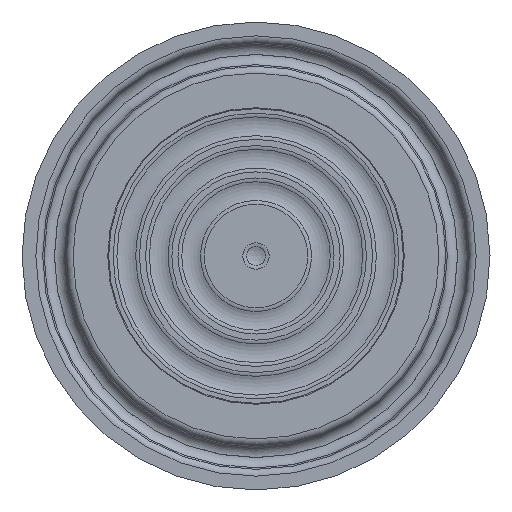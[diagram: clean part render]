
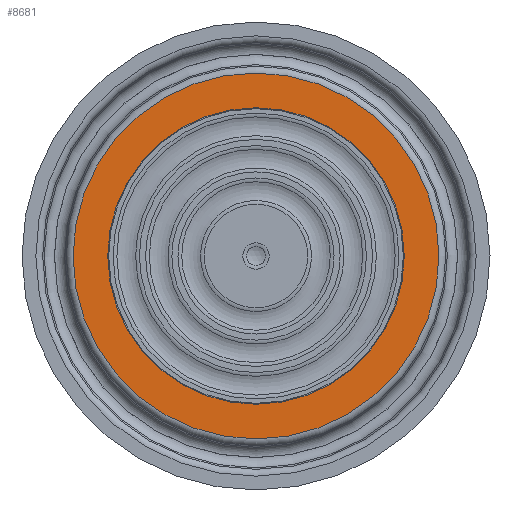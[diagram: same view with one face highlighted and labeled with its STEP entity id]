
A CAD part, left-side view. The second image highlights one B-rep face of the part: STEP entity #8681.
In plain terms, the highlighted planar face has unit normal (-1, 0, 0).
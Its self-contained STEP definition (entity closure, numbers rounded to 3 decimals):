
#1079=FACE_BOUND('',#2190,.T.);
#1139=PLANE('',#9205);
#1644=FACE_OUTER_BOUND('',#2189,.T.);
#2189=EDGE_LOOP('',(#7945));
#2190=EDGE_LOOP('',(#7946));
#3255=CIRCLE('',#9200,16.);
#3258=CIRCLE('',#9206,19.742);
#4124=VERTEX_POINT('',#27730);
#4126=VERTEX_POINT('',#27739);
#5408=EDGE_CURVE('',#4124,#4124,#3255,.T.);
#5412=EDGE_CURVE('',#4126,#4126,#3258,.T.);
#7945=ORIENTED_EDGE('',*,*,#5412,.F.);
#7946=ORIENTED_EDGE('',*,*,#5408,.T.);
#8681=ADVANCED_FACE('',(#1644,#1079),#1139,.T.);
#9200=AXIS2_PLACEMENT_3D('',#27731,#10512,#10513);
#9205=AXIS2_PLACEMENT_3D('',#27738,#10523,#10524);
#9206=AXIS2_PLACEMENT_3D('',#27740,#10525,#10526);
#10512=DIRECTION('center_axis',(1.,0.,0.));
#10513=DIRECTION('ref_axis',(0.,1.,0.));
#10523=DIRECTION('center_axis',(-1.,0.,0.));
#10524=DIRECTION('ref_axis',(0.,0.,1.));
#10525=DIRECTION('center_axis',(1.,0.,0.));
#10526=DIRECTION('ref_axis',(0.,0.,-1.));
#27730=CARTESIAN_POINT('',(0.,-16.,0.));
#27731=CARTESIAN_POINT('Origin',(0.,0.,
0.));
#27738=CARTESIAN_POINT('Origin',(0.,19.742,
0.));
#27739=CARTESIAN_POINT('',(0.,0.,19.742));
#27740=CARTESIAN_POINT('Origin',(0.,0.,0.));
